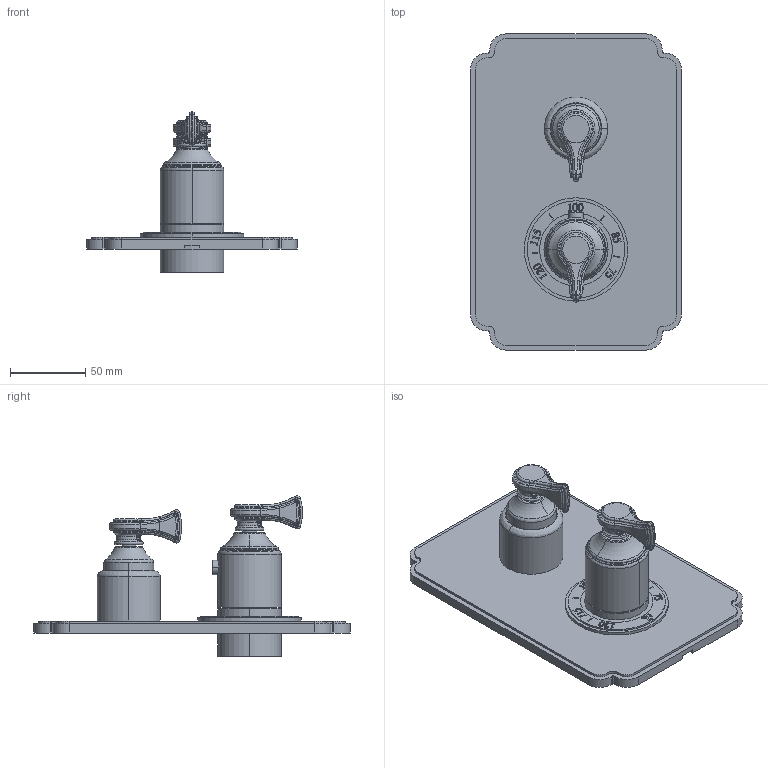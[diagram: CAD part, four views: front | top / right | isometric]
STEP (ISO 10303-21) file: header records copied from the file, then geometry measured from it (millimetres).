
FILE_DESCRIPTION((''),'2;1');
FILE_NAME('3-2533TS_ASM','2016-04-01T',('rsmith'),(''),'PRO/ENGINEER BY PARAMETRIC TECHNOLOGY CORPORATION, 2013150','PRO/ENGINEER BY PARAMETRIC TECHNOLOGY CORPORATION, 2013150','');
FILE_SCHEMA(('CONFIG_CONTROL_DESIGN'));
Length unit declared in the file: inch
Products named in the file (21): 12343_AF0; H-78_2_FEET_AF2; 91678; 2-990_AF0_ASM; 12358; 91249; 91080; 2-989_ASM; 91308; 12344; 12345_AF2; 12352; 12353; 92849; 92137; 91246; 2-991_ASM; 12464; 92000; 20-145_ASM; 3-2533TS_ASM
Assembly tree (22 placements, depth 3):
  3-2533TS_ASM
    2-990_AF0_ASM
      12343_AF0
      H-78_2_FEET_AF2
      91678
    2-989_ASM
      12358
      91249
      91080
    91308
    12344
    12345_AF2
    2-991_ASM
      12352
      12353
      92849
      92137
      91246
    20-145_ASM  x2
      12464
      92000
Bounding box: 139.7 x 209.55 x 106.28 mm (x, y, z)
Volume: 157410.6 mm3; surface area: 210734.5 mm2
Topology: 20 solids, 29 shells, 2909 faces, 7725 edges, 4947 vertices
Faces by surface type: plane 1023, cylinder 599, bspline 586, extrusion 366, torus 168, cone 151, revolution 8, sphere 8
Entity records: 101390 total; most frequent: CARTESIAN_POINT 49019, ORIENTED_EDGE 11982, DIRECTION 8707, EDGE_CURVE 6003, VERTEX_POINT 3867, AXIS2_PLACEMENT_3D 2989, VECTOR 2721, B_SPLINE_CURVE_WITH_KNOTS 2705
